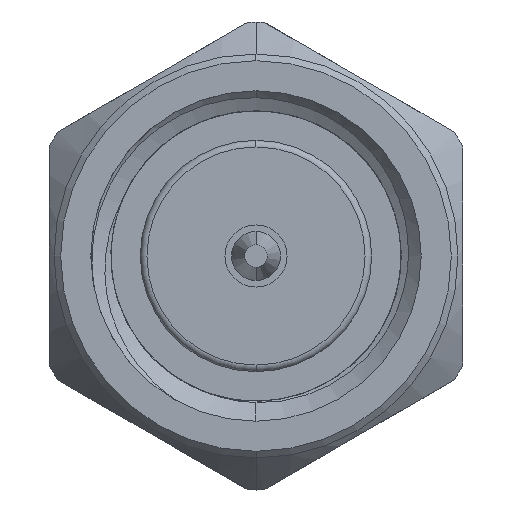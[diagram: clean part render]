
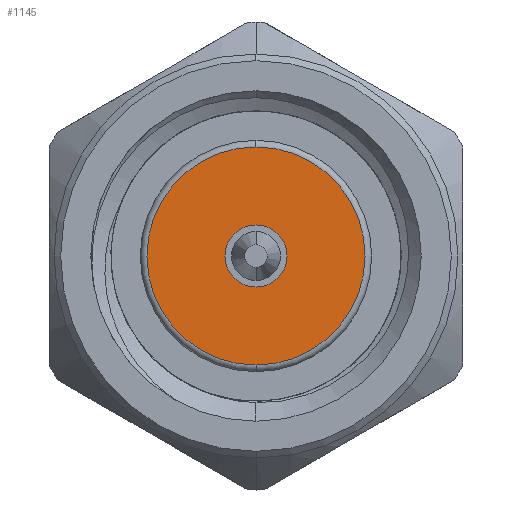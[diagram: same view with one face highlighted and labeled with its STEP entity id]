
A CAD part, left-side view. The second image highlights one B-rep face of the part: STEP entity #1145.
In plain terms, the highlighted planar face has unit normal (-1, 0, 0).
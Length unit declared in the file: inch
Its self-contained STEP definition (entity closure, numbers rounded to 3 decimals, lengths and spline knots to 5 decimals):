
#172 = VERTEX_POINT ( 'NONE', #2138 ) ;
#335 = AXIS2_PLACEMENT_3D ( 'NONE', #5170, #2848, #2416 ) ;
#354 = AXIS2_PLACEMENT_3D ( 'NONE', #4209, #4674, #4614 ) ;
#628 = CARTESIAN_POINT ( 'NONE',  ( 0.1, 0., 0. ) ) ;
#746 = CIRCLE ( 'NONE', #4109, 0.0235 ) ;
#803 = DIRECTION ( 'NONE',  ( 0., 0., -1. ) ) ;
#1145 = ADVANCED_FACE ( 'NONE', ( #2143, #3677 ), #1869, .F. ) ;
#1154 = DIRECTION ( 'NONE',  ( 0., 0., -1. ) ) ;
#1233 = CARTESIAN_POINT ( 'NONE',  ( 0.1, 0., -0.0235 ) ) ;
#1540 = CIRCLE ( 'NONE', #354, 0.0825 ) ;
#1869 = PLANE ( 'NONE',  #335 ) ;
#2138 = CARTESIAN_POINT ( 'NONE',  ( 0.1, 0., 0.0235 ) ) ;
#2143 = FACE_OUTER_BOUND ( 'NONE', #4897, .T. ) ;
#2206 = CARTESIAN_POINT ( 'NONE',  ( 0.1, 0., -0.0825 ) ) ;
#2243 = EDGE_CURVE ( 'NONE', #5156, #172, #746, .T. ) ;
#2416 = DIRECTION ( 'NONE',  ( 0., 0., -1. ) ) ;
#2578 = ORIENTED_EDGE ( 'NONE', *, *, #5088, .F. ) ;
#2836 = CIRCLE ( 'NONE', #4234, 0.0235 ) ;
#2848 = DIRECTION ( 'NONE',  ( 1., 0., 0. ) ) ;
#2961 = VERTEX_POINT ( 'NONE', #5383 ) ;
#2971 = ORIENTED_EDGE ( 'NONE', *, *, #4308, .T. ) ;
#3026 = EDGE_CURVE ( 'NONE', #3241, #2961, #1540, .T. ) ;
#3241 = VERTEX_POINT ( 'NONE', #2206 ) ;
#3316 = ORIENTED_EDGE ( 'NONE', *, *, #3026, .T. ) ;
#3677 = FACE_BOUND ( 'NONE', #4998, .T. ) ;
#3850 = CARTESIAN_POINT ( 'NONE',  ( 0.1, 0., 0. ) ) ;
#3859 = AXIS2_PLACEMENT_3D ( 'NONE', #5967, #4560, #803 ) ;
#3894 = DIRECTION ( 'NONE',  ( -1., 0., 0. ) ) ;
#4109 = AXIS2_PLACEMENT_3D ( 'NONE', #628, #3894, #5331 ) ;
#4209 = CARTESIAN_POINT ( 'NONE',  ( 0.1, 0., 0. ) ) ;
#4234 = AXIS2_PLACEMENT_3D ( 'NONE', #3850, #5284, #1154 ) ;
#4308 = EDGE_CURVE ( 'NONE', #2961, #3241, #4506, .T. ) ;
#4506 = CIRCLE ( 'NONE', #3859, 0.0825 ) ;
#4560 = DIRECTION ( 'NONE',  ( -1., 0., 0. ) ) ;
#4614 = DIRECTION ( 'NONE',  ( 0., 0., -1. ) ) ;
#4674 = DIRECTION ( 'NONE',  ( -1., 0., 0. ) ) ;
#4897 = EDGE_LOOP ( 'NONE', ( #3316, #2971 ) ) ;
#4998 = EDGE_LOOP ( 'NONE', ( #5120, #2578 ) ) ;
#5088 = EDGE_CURVE ( 'NONE', #172, #5156, #2836, .T. ) ;
#5120 = ORIENTED_EDGE ( 'NONE', *, *, #2243, .F. ) ;
#5156 = VERTEX_POINT ( 'NONE', #1233 ) ;
#5170 = CARTESIAN_POINT ( 'NONE',  ( 0.1, 0., 0. ) ) ;
#5284 = DIRECTION ( 'NONE',  ( -1., 0., 0. ) ) ;
#5331 = DIRECTION ( 'NONE',  ( 0., 0., -1. ) ) ;
#5383 = CARTESIAN_POINT ( 'NONE',  ( 0.1, 0., 0.0825 ) ) ;
#5967 = CARTESIAN_POINT ( 'NONE',  ( 0.1, 0., 0. ) ) ;
